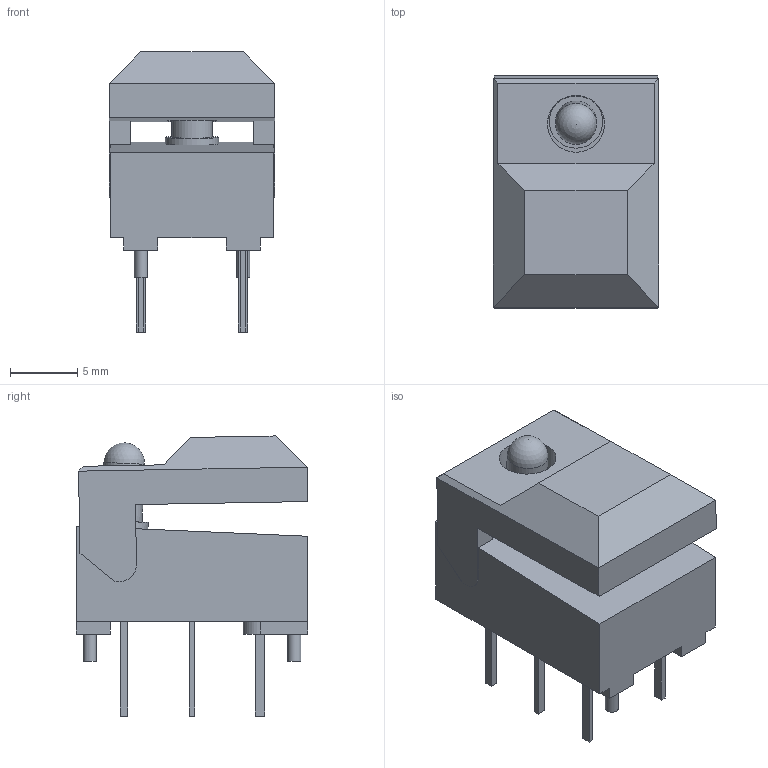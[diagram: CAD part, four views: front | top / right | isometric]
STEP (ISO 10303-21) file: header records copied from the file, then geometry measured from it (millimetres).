
FILE_DESCRIPTION(/* description */ ('STEP AP242','CAx-IF Rec.Pracs.---Representation and Presentation of Product Manufacturing Information (PMI)---4.0---2014-10-13','CAx-IF Rec.Pracs.---3D Tessellated Geometry---0.4---2014-09-14','2;1'),/* implementation_level */ '2;1');
FILE_NAME(/* name */ '6429ef60f501e55d3ffded91',/* time_stamp */ '2023-04-02T21:10:57+00:00',/* author */ (''),/* organization */ (''),/* preprocessor_version */ 'ST-DEVELOPER v18.102',/* originating_system */ ' ',/* authorisation */ ' ');
FILE_SCHEMA (('AP242_MANAGED_MODEL_BASED_3D_ENGINEERING_MIM_LF { 1 0 10303 442 1 1 4 }'));
Length unit declared in the file: metre
Products named in the file (3): Part 3; Part 2; Part 1
Bounding box: 12.34 x 17.27 x 20.86 mm (x, y, z)
Volume: 2269.5 mm3; surface area: 1798.6 mm2
Topology: 3 solids, 3 shells, 92 faces, 233 edges, 155 vertices
Faces by surface type: plane 80, cylinder 11, sphere 1
Full cylindrical faces by diameter (mm): 0.991 x2, 3.048 x1, 3.974 x1, 4.242 x1
Entity records: 2965 total; most frequent: CARTESIAN_POINT 471, ORIENTED_EDGE 448, DIRECTION 436, EDGE_CURVE 224, LINE 202, VECTOR 202, VERTEX_POINT 152, AXIS2_PLACEMENT_3D 117
